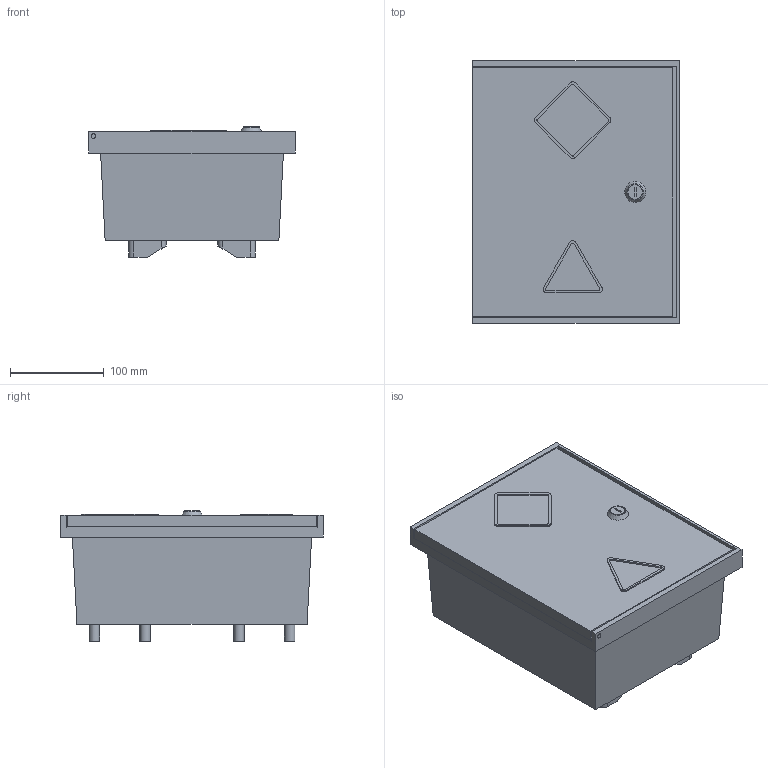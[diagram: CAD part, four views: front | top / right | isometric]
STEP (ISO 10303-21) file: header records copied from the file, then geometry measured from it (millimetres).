
FILE_DESCRIPTION (( 'STEP AP203' ), '1' );
FILE_NAME ('YKP40-N-221-54 Êîðïóñ ïîëèýñòåðíûé ÙÌÏ 280õ220õ116 ìì ÓÕË1 IP54.STEP', '2016-10-31T06:36:56', ( '' ), ( '' ), 'SwSTEP 2.0', 'SolidWorks 2014', '' );
FILE_SCHEMA (( 'CONFIG_CONTROL_DESIGN' ));
Length unit declared in the file: millimetre
Products named in the file (5): YKP40-N-221-54 Êîðïóñ ïîëèýñòåðíûé ÙÌÏ 280õ220õ116 ìì ÓÕË1 IP54; YKP40-N-221-54 Base; YKP40-N-221-54 Door; Door lock 18-18_34
Assembly tree (4 placements, depth 3):
  YKP40-N-221-54 Êîðïóñ ïîëèýñòåðíûé ÙÌÏ 280õ220õ116 ìì ÓÕË1 IP54
    YKP40-N-221-54 Base
    YKP40-N-221-54 Door
      YKP40-N-221-54 Door
      Door lock 18-18_34
Bounding box: 220 x 280 x 139 mm (x, y, z)
Volume: 1051159 mm3; surface area: 523201.5 mm2
Topology: 4 solids, 4 shells, 293 faces, 719 edges, 465 vertices
Faces by surface type: plane 232, cylinder 54, cone 5, torus 2
Full cylindrical faces by diameter (mm): 4.8 x2, 5 x2, 6 x1, 8 x1, 15 x4, 15.278 x1, 16.054 x1
Entity records: 8918 total; most frequent: CARTESIAN_POINT 1482, DIRECTION 1401, ORIENTED_EDGE 1392, EDGE_CURVE 696, LINE 577, VECTOR 577, VERTEX_POINT 461, AXIS2_PLACEMENT_3D 412
